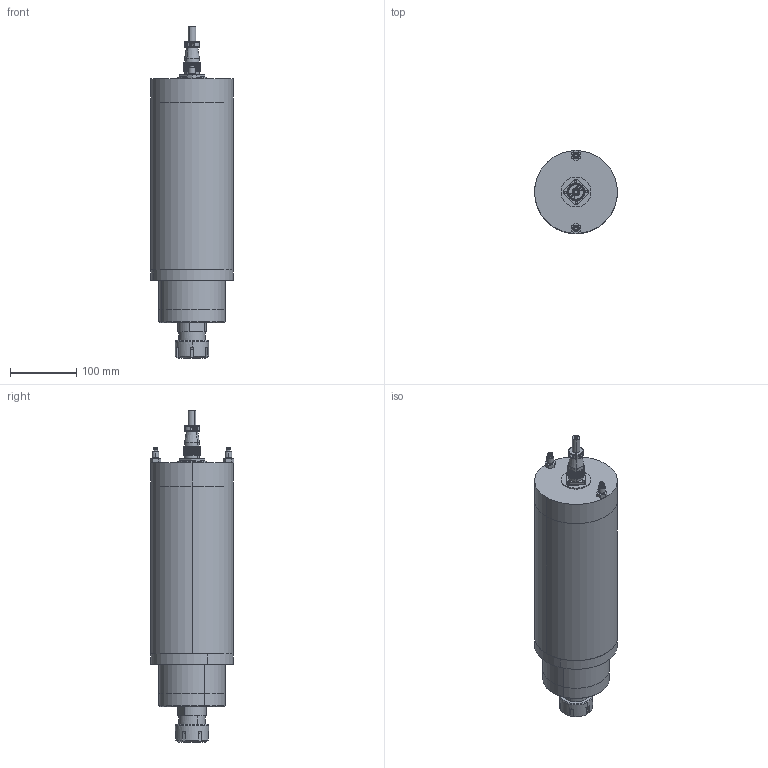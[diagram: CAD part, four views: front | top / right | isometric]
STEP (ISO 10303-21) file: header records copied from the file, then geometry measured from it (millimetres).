
FILE_DESCRIPTION (( 'STEP AP214' ), '1' );
FILE_NAME ('GDK125-15Z-11-6P.STEP', '2024-07-29T10:04:00', ( '00' ), ( '' ), 'SwSTEP 2.0', 'SolidWorks 2018', '' );
FILE_SCHEMA (( 'AUTOMOTIVE_DESIGN' ));
Length unit declared in the file: millimetre
Products named in the file (12): WS20瑤脣; GDK125-12-24Z-4.0-8.0堤盄釱_1; GDK125-15Z-11-6P; GDK125-9-15Z-5.5-11-6P粣芛; WS20瑤脣芛; GDK125-9-15Z-5.5-11-6P粣創釱; GBT823_M3℅10; WS20瑤脣釱; ER32-12 粟俶芠標; ER32樓綠蹟簽; GDK125-9-15Z-5.5-11-6P儂褲; 阨郲30.5ㄗM10ㄘ_2
Assembly tree (13 placements, depth 3):
  GDK125-15Z-11-6P
    GDK125-9-15Z-5.5-11-6P儂褲
    GDK125-12-24Z-4.0-8.0堤盄釱_1
    GDK125-9-15Z-5.5-11-6P粣創釱
    GDK125-9-15Z-5.5-11-6P粣芛
    ER32-12 粟俶芠標
    ER32樓綠蹟簽
    阨郲30.5ㄗM10ㄘ_2  x2
    WS20瑤脣
      WS20瑤脣釱
      WS20瑤脣芛
      GBT823_M3℅10  x2
Bounding box: 125 x 126.17 x 500.8 mm (x, y, z)
Volume: 4323884.8 mm3; surface area: 263077 mm2
Topology: 17 solids, 17 shells, 3216 faces, 7969 edges, 5255 vertices
Faces by surface type: plane 1328, cone 1035, cylinder 811, torus 21, sphere 12, bspline 9
Entity records: 101522 total; most frequent: CARTESIAN_POINT 24791, ORIENTED_EDGE 15650, DIRECTION 14651, EDGE_CURVE 7825, AXIS2_PLACEMENT_3D 5937, VERTEX_POINT 5185, EDGE_LOOP 3696, ADVANCED_FACE 3163
